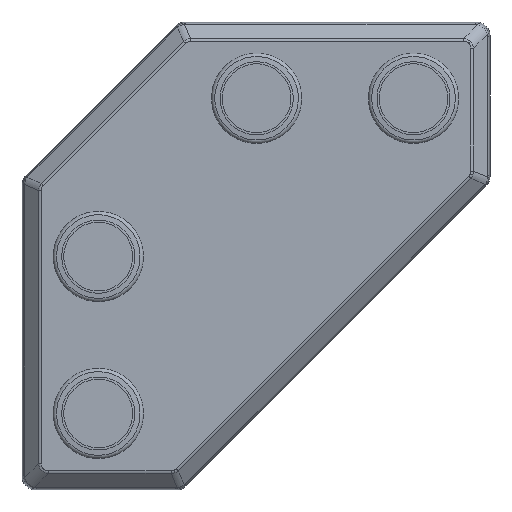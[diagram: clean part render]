
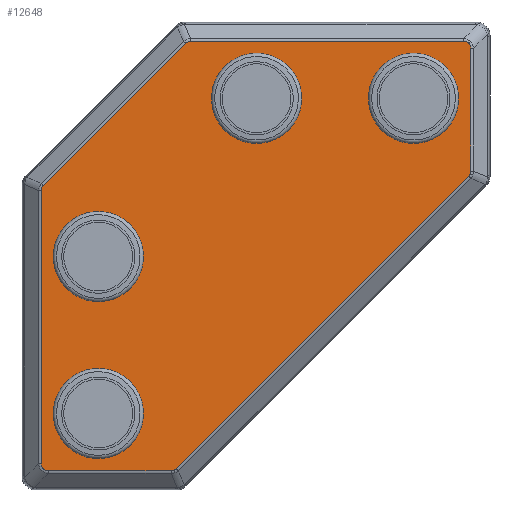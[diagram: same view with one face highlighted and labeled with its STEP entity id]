
A CAD part, front view. The second image highlights one B-rep face of the part: STEP entity #12648.
In plain terms, the highlighted planar face has unit normal (0, -1, 0).
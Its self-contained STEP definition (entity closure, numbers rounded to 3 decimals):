
#120=FACE_BOUND('',#3387,.T.);
#121=FACE_BOUND('',#3388,.T.);
#122=FACE_BOUND('',#3389,.T.);
#123=FACE_BOUND('',#3390,.T.);
#152=PLANE('',#13920);
#248=(
BOUNDED_CURVE()
B_SPLINE_CURVE(3,(#21889,#21890,#21891,#21892,#21893,#21894),
 .UNSPECIFIED.,.F.,.F.)
B_SPLINE_CURVE_WITH_KNOTS((4,2,4),(2.618,3.142,3.665),
 .UNSPECIFIED.)
CURVE()
GEOMETRIC_REPRESENTATION_ITEM()
RATIONAL_B_SPLINE_CURVE((1.,1.,1.,1.,1.,1.))
REPRESENTATION_ITEM('')
);
#751=ELLIPSE('',#13824,2.908,2.213);
#753=ELLIPSE('',#13828,2.908,2.213);
#755=ELLIPSE('',#13832,3.697,2.294);
#782=ELLIPSE('',#13921,2.908,2.213);
#783=ELLIPSE('',#13922,2.908,2.213);
#784=ELLIPSE('',#13923,3.697,2.294);
#785=ELLIPSE('',#13924,3.127,2.311);
#786=ELLIPSE('',#13925,3.127,2.311);
#1605=LINE('',#21870,#2032);
#1606=LINE('',#21873,#2033);
#1607=LINE('',#21876,#2034);
#1608=LINE('',#21880,#2035);
#1609=LINE('',#21884,#2036);
#1610=LINE('',#21888,#2037);
#2032=VECTOR('',#16071,1000.);
#2033=VECTOR('',#16074,1000.);
#2034=VECTOR('',#16077,1000.);
#2035=VECTOR('',#16080,1000.);
#2036=VECTOR('',#16083,1000.);
#2037=VECTOR('',#16086,1000.);
#2526=FACE_OUTER_BOUND('',#3386,.T.);
#3386=EDGE_LOOP('',(#9013,#9014,#9015,#9016,#9017,#9018,#9019,#9020,#9021,
#9022,#9023,#9024,#9025,#9026,#9027));
#3387=EDGE_LOOP('',(#9028,#9029));
#3388=EDGE_LOOP('',(#9030,#9031));
#3389=EDGE_LOOP('',(#9032,#9033));
#3390=EDGE_LOOP('',(#9034,#9035));
#4354=CIRCLE('',#13788,11.149);
#4355=CIRCLE('',#13789,11.149);
#4371=CIRCLE('',#13813,11.149);
#4372=CIRCLE('',#13814,11.149);
#4390=CIRCLE('',#13849,11.149);
#4391=CIRCLE('',#13850,11.149);
#4398=CIRCLE('',#13862,11.149);
#4399=CIRCLE('',#13863,11.149);
#5341=VERTEX_POINT('',#20513);
#5342=VERTEX_POINT('',#20515);
#5372=VERTEX_POINT('',#20743);
#5373=VERTEX_POINT('',#20745);
#5385=VERTEX_POINT('',#20827);
#5386=VERTEX_POINT('',#20829);
#5389=VERTEX_POINT('',#20847);
#5390=VERTEX_POINT('',#20849);
#5393=VERTEX_POINT('',#20867);
#5394=VERTEX_POINT('',#20869);
#5420=VERTEX_POINT('',#21067);
#5421=VERTEX_POINT('',#21069);
#5439=VERTEX_POINT('',#21240);
#5440=VERTEX_POINT('',#21242);
#5526=VERTEX_POINT('',#21869);
#5527=VERTEX_POINT('',#21871);
#5528=VERTEX_POINT('',#21874);
#5529=VERTEX_POINT('',#21877);
#5530=VERTEX_POINT('',#21879);
#5531=VERTEX_POINT('',#21881);
#5532=VERTEX_POINT('',#21883);
#5533=VERTEX_POINT('',#21885);
#5534=VERTEX_POINT('',#21887);
#6597=EDGE_CURVE('',#5342,#5341,#4354,.T.);
#6598=EDGE_CURVE('',#5341,#5342,#4355,.T.);
#6635=EDGE_CURVE('',#5373,#5372,#4371,.T.);
#6636=EDGE_CURVE('',#5372,#5373,#4372,.T.);
#6652=EDGE_CURVE('',#5386,#5385,#751,.T.);
#6656=EDGE_CURVE('',#5390,#5389,#753,.T.);
#6660=EDGE_CURVE('',#5394,#5393,#755,.T.);
#6688=EDGE_CURVE('',#5421,#5420,#4390,.T.);
#6689=EDGE_CURVE('',#5420,#5421,#4391,.T.);
#6710=EDGE_CURVE('',#5440,#5439,#4398,.T.);
#6711=EDGE_CURVE('',#5439,#5440,#4399,.T.);
#6834=EDGE_CURVE('',#5526,#5386,#1605,.T.);
#6835=EDGE_CURVE('',#5385,#5527,#782,.T.);
#6836=EDGE_CURVE('',#5527,#5390,#1606,.T.);
#6837=EDGE_CURVE('',#5389,#5528,#783,.T.);
#6838=EDGE_CURVE('',#5528,#5394,#1607,.T.);
#6839=EDGE_CURVE('',#5393,#5529,#784,.T.);
#6840=EDGE_CURVE('',#5529,#5530,#1608,.T.);
#6841=EDGE_CURVE('',#5530,#5531,#785,.T.);
#6842=EDGE_CURVE('',#5531,#5532,#1609,.T.);
#6843=EDGE_CURVE('',#5532,#5533,#786,.T.);
#6844=EDGE_CURVE('',#5533,#5534,#1610,.T.);
#6845=EDGE_CURVE('',#5534,#5526,#248,.T.);
#9013=ORIENTED_EDGE('',*,*,#6834,.T.);
#9014=ORIENTED_EDGE('',*,*,#6652,.T.);
#9015=ORIENTED_EDGE('',*,*,#6835,.T.);
#9016=ORIENTED_EDGE('',*,*,#6836,.T.);
#9017=ORIENTED_EDGE('',*,*,#6656,.T.);
#9018=ORIENTED_EDGE('',*,*,#6837,.T.);
#9019=ORIENTED_EDGE('',*,*,#6838,.T.);
#9020=ORIENTED_EDGE('',*,*,#6660,.T.);
#9021=ORIENTED_EDGE('',*,*,#6839,.T.);
#9022=ORIENTED_EDGE('',*,*,#6840,.T.);
#9023=ORIENTED_EDGE('',*,*,#6841,.T.);
#9024=ORIENTED_EDGE('',*,*,#6842,.T.);
#9025=ORIENTED_EDGE('',*,*,#6843,.T.);
#9026=ORIENTED_EDGE('',*,*,#6844,.T.);
#9027=ORIENTED_EDGE('',*,*,#6845,.T.);
#9028=ORIENTED_EDGE('',*,*,#6688,.T.);
#9029=ORIENTED_EDGE('',*,*,#6689,.T.);
#9030=ORIENTED_EDGE('',*,*,#6710,.T.);
#9031=ORIENTED_EDGE('',*,*,#6711,.T.);
#9032=ORIENTED_EDGE('',*,*,#6597,.T.);
#9033=ORIENTED_EDGE('',*,*,#6598,.T.);
#9034=ORIENTED_EDGE('',*,*,#6635,.T.);
#9035=ORIENTED_EDGE('',*,*,#6636,.T.);
#12648=ADVANCED_FACE('',(#2526,#120,#121,#122,#123),#152,.T.);
#13788=AXIS2_PLACEMENT_3D('',#20516,#15743,#15744);
#13789=AXIS2_PLACEMENT_3D('',#20517,#15745,#15746);
#13813=AXIS2_PLACEMENT_3D('',#20746,#15797,#15798);
#13814=AXIS2_PLACEMENT_3D('',#20747,#15799,#15800);
#13824=AXIS2_PLACEMENT_3D('',#20830,#15821,#15822);
#13828=AXIS2_PLACEMENT_3D('',#20850,#15829,#15830);
#13832=AXIS2_PLACEMENT_3D('',#20870,#15837,#15838);
#13849=AXIS2_PLACEMENT_3D('',#21070,#15875,#15876);
#13850=AXIS2_PLACEMENT_3D('',#21071,#15877,#15878);
#13862=AXIS2_PLACEMENT_3D('',#21243,#15903,#15904);
#13863=AXIS2_PLACEMENT_3D('',#21244,#15905,#15906);
#13920=AXIS2_PLACEMENT_3D('',#21868,#16069,#16070);
#13921=AXIS2_PLACEMENT_3D('',#21872,#16072,#16073);
#13922=AXIS2_PLACEMENT_3D('',#21875,#16075,#16076);
#13923=AXIS2_PLACEMENT_3D('',#21878,#16078,#16079);
#13924=AXIS2_PLACEMENT_3D('',#21882,#16081,#16082);
#13925=AXIS2_PLACEMENT_3D('',#21886,#16084,#16085);
#15743=DIRECTION('center_axis',(0.,1.,0.));
#15744=DIRECTION('ref_axis',(0.,0.,-1.));
#15745=DIRECTION('center_axis',(0.,1.,0.));
#15746=DIRECTION('ref_axis',(0.,0.,-1.));
#15797=DIRECTION('center_axis',(0.,1.,0.));
#15798=DIRECTION('ref_axis',(0.,0.,-1.));
#15799=DIRECTION('center_axis',(0.,1.,0.));
#15800=DIRECTION('ref_axis',(0.,0.,-1.));
#15821=DIRECTION('center_axis',(0.,-1.,0.));
#15822=DIRECTION('ref_axis',(0.945,0.,-0.327));
#15829=DIRECTION('center_axis',(0.,-1.,0.));
#15830=DIRECTION('ref_axis',(0.899,0.,0.437));
#15837=DIRECTION('center_axis',(0.,-1.,0.));
#15838=DIRECTION('ref_axis',(0.043,0.,-0.999));
#15875=DIRECTION('center_axis',(0.,1.,0.));
#15876=DIRECTION('ref_axis',(0.,0.,-1.));
#15877=DIRECTION('center_axis',(0.,1.,0.));
#15878=DIRECTION('ref_axis',(0.,0.,-1.));
#15903=DIRECTION('center_axis',(0.,1.,0.));
#15904=DIRECTION('ref_axis',(0.,0.,-1.));
#15905=DIRECTION('center_axis',(0.,1.,0.));
#15906=DIRECTION('ref_axis',(0.,0.,-1.));
#16069=DIRECTION('center_axis',(0.,-1.,0.));
#16070=DIRECTION('ref_axis',(0.,0.,-1.));
#16071=DIRECTION('',(-0.707,0.,-0.707));
#16072=DIRECTION('center_axis',(0.,-1.,0.));
#16073=DIRECTION('ref_axis',(0.899,0.,-0.437));
#16074=DIRECTION('',(0.,0.,-1.));
#16075=DIRECTION('center_axis',(0.,-1.,0.));
#16076=DIRECTION('ref_axis',(0.945,0.,0.327));
#16077=DIRECTION('',(0.707,0.,-0.707));
#16078=DIRECTION('center_axis',(0.,-1.,0.));
#16079=DIRECTION('ref_axis',(-0.043,0.,-0.999));
#16080=DIRECTION('',(0.707,0.,0.707));
#16081=DIRECTION('center_axis',(0.,-1.,0.));
#16082=DIRECTION('ref_axis',(0.924,0.,-0.383));
#16083=DIRECTION('',(0.,0.,1.));
#16084=DIRECTION('center_axis',(0.,-1.,0.));
#16085=DIRECTION('ref_axis',(0.924,0.,0.383));
#16086=DIRECTION('',(-0.707,0.,0.707));
#20513=CARTESIAN_POINT('',(14.77,-5.,39.673));
#20515=CARTESIAN_POINT('',(14.77,-5.,17.374));
#20516=CARTESIAN_POINT('Origin',(14.77,-5.,28.524));
#20517=CARTESIAN_POINT('Origin',(14.77,-5.,28.524));
#20743=CARTESIAN_POINT('',(-13.515,-5.,67.958));
#20745=CARTESIAN_POINT('',(-13.515,-5.,45.659));
#20746=CARTESIAN_POINT('Origin',(-13.515,-5.,56.808));
#20747=CARTESIAN_POINT('Origin',(-13.515,-5.,56.808));
#20827=CARTESIAN_POINT('',(-37.354,-5.,53.41));
#20829=CARTESIAN_POINT('',(-36.968,-5.,53.982));
#20830=CARTESIAN_POINT('Origin',(-34.642,-5.,52.365));
#20847=CARTESIAN_POINT('',(-37.354,-5.,-53.41));
#20849=CARTESIAN_POINT('',(-37.486,-5.,-52.732));
#20850=CARTESIAN_POINT('Origin',(-34.697,-5.,-52.231));
#20867=CARTESIAN_POINT('',(-13.55,-5.,-76.73));
#20869=CARTESIAN_POINT('',(-14.8,-5.,-76.15));
#20870=CARTESIAN_POINT('Origin',(-13.648,-5.,-73.036));
#21067=CARTESIAN_POINT('',(-13.515,-5.,-45.659));
#21069=CARTESIAN_POINT('',(-13.515,-5.,-67.958));
#21070=CARTESIAN_POINT('Origin',(-13.515,-5.,-56.808));
#21071=CARTESIAN_POINT('Origin',(-13.515,-5.,-56.808));
#21240=CARTESIAN_POINT('',(14.77,-5.,-17.374));
#21242=CARTESIAN_POINT('',(14.77,-5.,-39.673));
#21243=CARTESIAN_POINT('Origin',(14.77,-5.,-28.524));
#21244=CARTESIAN_POINT('Origin',(14.77,-5.,-28.524));
#21868=CARTESIAN_POINT('Origin',(0.,-5.,0.));
#21869=CARTESIAN_POINT('',(-14.8,-5.,76.15));
#21870=CARTESIAN_POINT('',(-45.475,-5.,45.475));
#21871=CARTESIAN_POINT('',(-37.486,-5.,52.732));
#21872=CARTESIAN_POINT('Origin',(-34.697,-5.,52.231));
#21873=CARTESIAN_POINT('',(-37.486,-5.,0.));
#21874=CARTESIAN_POINT('',(-36.968,-5.,-53.982));
#21875=CARTESIAN_POINT('Origin',(-34.642,-5.,-52.365));
#21876=CARTESIAN_POINT('',(-45.475,-5.,-45.475));
#21877=CARTESIAN_POINT('',(-12.3,-5.,-76.15));
#21878=CARTESIAN_POINT('Origin',(-13.452,-5.,-73.036));
#21879=CARTESIAN_POINT('',(36.968,-5.,-26.882));
#21880=CARTESIAN_POINT('',(31.925,-5.,-31.925));
#21881=CARTESIAN_POINT('',(37.486,-5.,-25.632));
#21882=CARTESIAN_POINT('Origin',(34.465,-5.,-25.113));
#21883=CARTESIAN_POINT('',(37.486,-5.,25.632));
#21884=CARTESIAN_POINT('',(37.486,-5.,0.));
#21885=CARTESIAN_POINT('',(36.968,-5.,26.882));
#21886=CARTESIAN_POINT('Origin',(34.465,-5.,25.113));
#21887=CARTESIAN_POINT('',(-12.3,-5.,76.15));
#21888=CARTESIAN_POINT('',(31.925,-5.,31.925));
#21889=CARTESIAN_POINT('Ctrl Pts',(-12.3,-5.,76.15));
#21890=CARTESIAN_POINT('Ctrl Pts',(-12.679,-5.,76.529));
#21891=CARTESIAN_POINT('Ctrl Pts',(-13.114,-5.,76.73));
#21892=CARTESIAN_POINT('Ctrl Pts',(-13.986,-5.,76.73));
#21893=CARTESIAN_POINT('Ctrl Pts',(-14.421,-5.,76.529));
#21894=CARTESIAN_POINT('Ctrl Pts',(-14.8,-5.,76.15));
